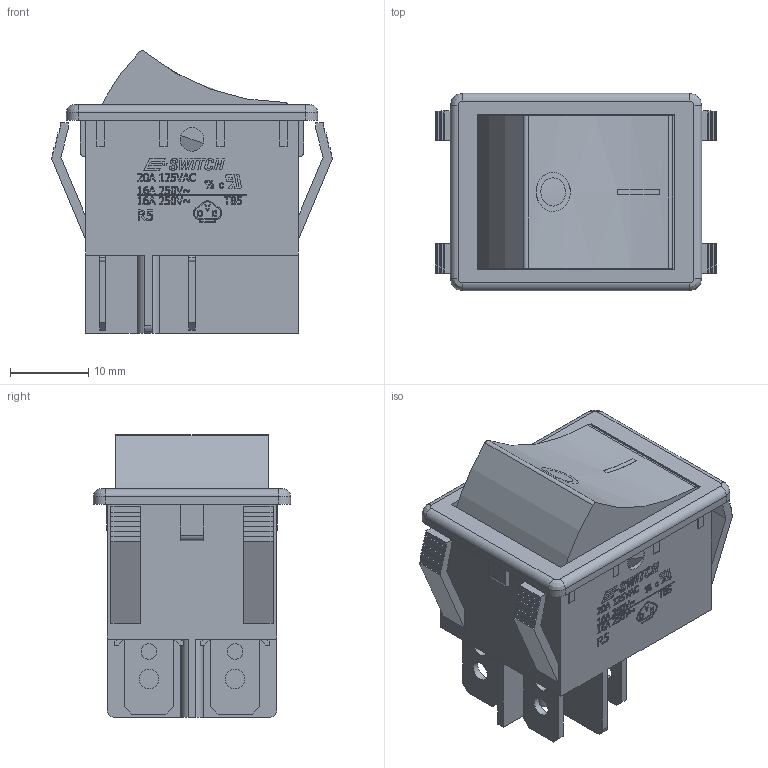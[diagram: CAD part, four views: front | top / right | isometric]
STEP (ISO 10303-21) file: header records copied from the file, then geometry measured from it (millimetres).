
FILE_DESCRIPTION((''),'2;1');
FILE_NAME('R5BxxxxxxFFx.stp','2018-01-15T08:56:25',('mwilliams'),(''),'Autodesk Inventor 2012','Autodesk Inventor 2012','');
FILE_SCHEMA(('AUTOMOTIVE_DESIGN { 1 0 10303 214 1 1 1 1 }'));
Length unit declared in the file: millimetre
Products named in the file (1): R5BxxxxxxFFx
Bounding box: 36 x 25.2 x 36.1 mm (x, y, z)
Volume: 4827.4 mm3; surface area: 10049.9 mm2
Topology: 1 solids, 1 shells, 1228 faces, 3359 edges, 2226 vertices
Faces by surface type: plane 756, bspline 395, cylinder 75, cone 2
Full cylindrical faces by diameter (mm): 2 x4, 2.5 x4, 3 x4, 3.6 x1, 5 x1
Entity records: 40831 total; most frequent: CARTESIAN_POINT 12257, ORIENTED_EDGE 6686, DIRECTION 4385, EDGE_CURVE 3343, VECTOR 2389, LINE 2389, VERTEX_POINT 2222, EDGE_LOOP 1357
